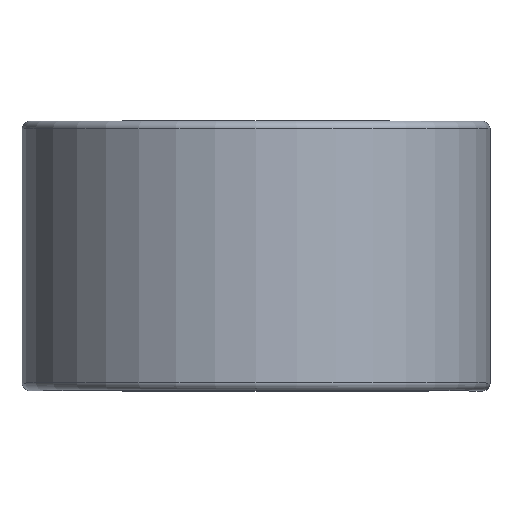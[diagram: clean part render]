
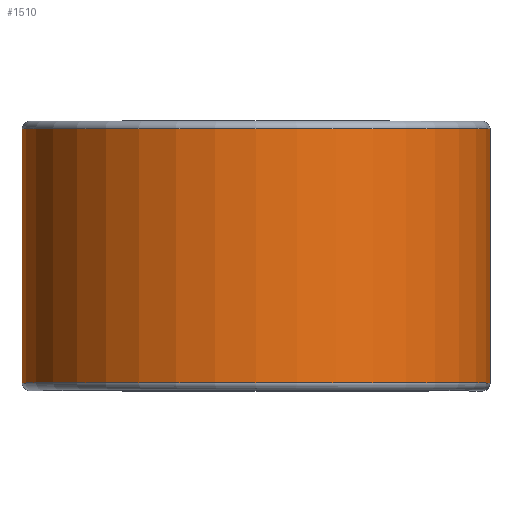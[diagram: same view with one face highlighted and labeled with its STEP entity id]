
A CAD part, top view. The second image highlights one B-rep face of the part: STEP entity #1510.
In plain terms, the highlighted cylindrical face has radius 23.444 mm (diameter 46.888 mm), a partial arc.
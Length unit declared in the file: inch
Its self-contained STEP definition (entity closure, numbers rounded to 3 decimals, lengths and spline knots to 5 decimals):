
#18 = AXIS2_PLACEMENT_3D ( 'NONE', #1431, #303, #1625 ) ;
#49 = CARTESIAN_POINT ( 'NONE',  ( 0., 0.5, 0. ) ) ;
#303 = DIRECTION ( 'NONE',  ( 0., -1., 0. ) ) ;
#341 = CARTESIAN_POINT ( 'NONE',  ( 0.923, -0.50125, 0. ) ) ;
#561 = DIRECTION ( 'NONE',  ( 0., 1., 0. ) ) ;
#571 = DIRECTION ( 'NONE',  ( 0., -1., 0. ) ) ;
#773 = AXIS2_PLACEMENT_3D ( 'NONE', #49, #2305, #2325 ) ;
#805 = CARTESIAN_POINT ( 'NONE',  ( 0., -0.50125, -0.923 ) ) ;
#936 = EDGE_CURVE ( 'NONE', #1267, #1398, #1010, .T. ) ;
#952 = ORIENTED_EDGE ( 'NONE', *, *, #1092, .F. ) ;
#987 = CARTESIAN_POINT ( 'NONE',  ( 0.923, 0.50125, 0. ) ) ;
#1010 = CIRCLE ( 'NONE', #18, 0.923 ) ;
#1092 = EDGE_CURVE ( 'NONE', #2020, #1398, #1512, .T. ) ;
#1097 = VERTEX_POINT ( 'NONE', #341 ) ;
#1100 = EDGE_CURVE ( 'NONE', #1097, #2020, #1557, .T. ) ;
#1221 = CARTESIAN_POINT ( 'NONE',  ( 0.923, 0.50125, 0. ) ) ;
#1267 = VERTEX_POINT ( 'NONE', #987 ) ;
#1342 = ORIENTED_EDGE ( 'NONE', *, *, #2457, .T. ) ;
#1398 = VERTEX_POINT ( 'NONE', #1774 ) ;
#1431 = CARTESIAN_POINT ( 'NONE',  ( 0., 0.50125, 0. ) ) ;
#1510 = ADVANCED_FACE ( 'NONE', ( #1978 ), #2182, .T. ) ;
#1512 = LINE ( 'NONE', #2386, #1553 ) ;
#1553 = VECTOR ( 'NONE', #561, 39.37008 ) ;
#1557 = CIRCLE ( 'NONE', #1919, 0.923 ) ;
#1625 = DIRECTION ( 'NONE',  ( 0., 0., -1. ) ) ;
#1774 = CARTESIAN_POINT ( 'NONE',  ( 0., 0.50125, -0.923 ) ) ;
#1782 = CARTESIAN_POINT ( 'NONE',  ( 0., -0.50125, 0. ) ) ;
#1846 = DIRECTION ( 'NONE',  ( 0., 0., -1. ) ) ;
#1919 = AXIS2_PLACEMENT_3D ( 'NONE', #1782, #571, #1846 ) ;
#1978 = FACE_OUTER_BOUND ( 'NONE', #2260, .T. ) ;
#2020 = VERTEX_POINT ( 'NONE', #805 ) ;
#2048 = VECTOR ( 'NONE', #2129, 39.37008 ) ;
#2052 = LINE ( 'NONE', #1221, #2048 ) ;
#2129 = DIRECTION ( 'NONE',  ( 0., 1., 0. ) ) ;
#2182 = CYLINDRICAL_SURFACE ( 'NONE', #773, 0.923 ) ;
#2260 = EDGE_LOOP ( 'NONE', ( #1342, #2381, #952, #2390 ) ) ;
#2305 = DIRECTION ( 'NONE',  ( 0., -1., 0. ) ) ;
#2325 = DIRECTION ( 'NONE',  ( 0., 0., -1. ) ) ;
#2381 = ORIENTED_EDGE ( 'NONE', *, *, #936, .T. ) ;
#2386 = CARTESIAN_POINT ( 'NONE',  ( 0., 0.50125, -0.923 ) ) ;
#2390 = ORIENTED_EDGE ( 'NONE', *, *, #1100, .F. ) ;
#2457 = EDGE_CURVE ( 'NONE', #1097, #1267, #2052, .T. ) ;
